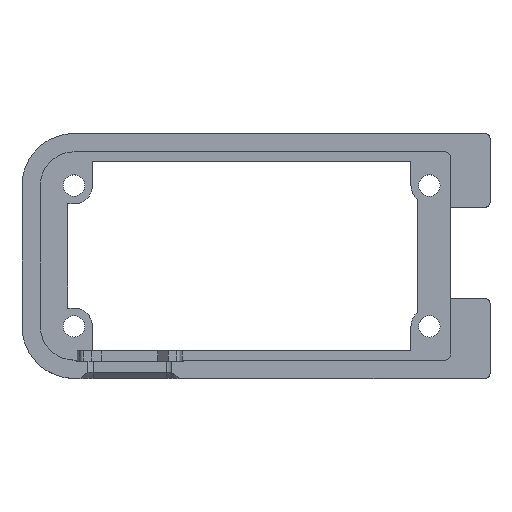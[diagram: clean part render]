
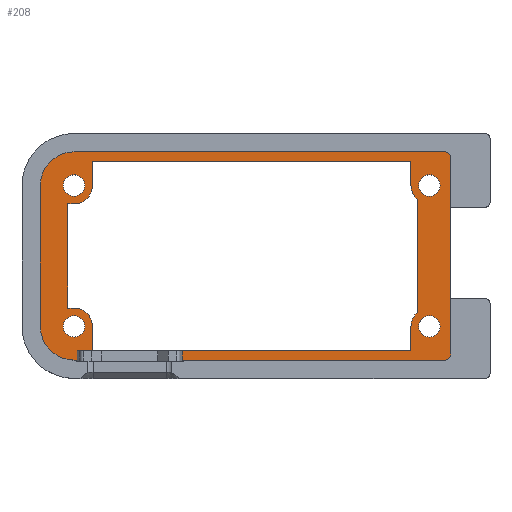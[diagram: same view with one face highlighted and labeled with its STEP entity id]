
A CAD part, top view. The second image highlights one B-rep face of the part: STEP entity #208.
In plain terms, the highlighted planar face has unit normal (0, 0, 1).
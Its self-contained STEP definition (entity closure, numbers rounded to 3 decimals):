
#79=PLANE('',#3059);
#148=FACE_BOUND('',#547,.T.);
#149=FACE_BOUND('',#548,.T.);
#150=FACE_BOUND('',#549,.T.);
#151=FACE_BOUND('',#550,.T.);
#152=FACE_BOUND('',#551,.T.);
#208=ADVANCED_FACE('',(#148,#149,#150,#151,#152),#79,.T.);
#547=EDGE_LOOP('',(#1561,#1562,#1563,#1564,#1565,#1566,#1567,#1568,#1569,
#1570,#1571,#1572,#1573,#1574,#1575,#1576,#1577,#1578,#1579,#1580,#1581,
#1582,#1583,#1584,#1585,#1586));
#548=EDGE_LOOP('',(#1587));
#549=EDGE_LOOP('',(#1588));
#550=EDGE_LOOP('',(#1589));
#551=EDGE_LOOP('',(#1590));
#719=LINE('',#4190,#1033);
#736=LINE('',#4230,#1050);
#748=LINE('',#4273,#1062);
#789=LINE('',#4385,#1103);
#796=LINE('',#4403,#1110);
#800=LINE('',#4411,#1114);
#813=LINE('',#4436,#1127);
#825=LINE('',#4473,#1139);
#828=LINE('',#4479,#1142);
#829=LINE('',#4480,#1143);
#830=LINE('',#4482,#1144);
#831=LINE('',#4484,#1145);
#832=LINE('',#4485,#1146);
#833=LINE('',#4486,#1147);
#834=LINE('',#4490,#1148);
#835=LINE('',#4491,#1149);
#836=LINE('',#4495,#1150);
#837=LINE('',#4496,#1151);
#1033=VECTOR('',#3319,1.);
#1050=VECTOR('',#3346,1.);
#1062=VECTOR('',#3376,1.);
#1103=VECTOR('',#3463,1.);
#1110=VECTOR('',#3482,1.);
#1114=VECTOR('',#3490,1.);
#1127=VECTOR('',#3511,1.);
#1139=VECTOR('',#3553,1.);
#1142=VECTOR('',#3558,1.);
#1143=VECTOR('',#3559,1.);
#1144=VECTOR('',#3560,1.);
#1145=VECTOR('',#3561,1.);
#1146=VECTOR('',#3562,1.);
#1147=VECTOR('',#3563,1.);
#1148=VECTOR('',#3566,1.);
#1149=VECTOR('',#3567,1.);
#1150=VECTOR('',#3570,1.);
#1151=VECTOR('',#3571,1.);
#1561=ORIENTED_EDGE('',*,*,#2433,.T.);
#1562=ORIENTED_EDGE('',*,*,#2640,.T.);
#1563=ORIENTED_EDGE('',*,*,#2444,.F.);
#1564=ORIENTED_EDGE('',*,*,#2641,.F.);
#1565=ORIENTED_EDGE('',*,*,#2642,.T.);
#1566=ORIENTED_EDGE('',*,*,#2643,.T.);
#1567=ORIENTED_EDGE('',*,*,#2535,.F.);
#1568=ORIENTED_EDGE('',*,*,#2631,.T.);
#1569=ORIENTED_EDGE('',*,*,#2618,.T.);
#1570=ORIENTED_EDGE('',*,*,#2629,.T.);
#1571=ORIENTED_EDGE('',*,*,#2605,.F.);
#1572=ORIENTED_EDGE('',*,*,#2589,.F.);
#1573=ORIENTED_EDGE('',*,*,#2592,.F.);
#1574=ORIENTED_EDGE('',*,*,#2597,.F.);
#1575=ORIENTED_EDGE('',*,*,#2601,.F.);
#1576=ORIENTED_EDGE('',*,*,#2644,.F.);
#1577=ORIENTED_EDGE('',*,*,#2515,.F.);
#1578=ORIENTED_EDGE('',*,*,#2645,.F.);
#1579=ORIENTED_EDGE('',*,*,#2646,.F.);
#1580=ORIENTED_EDGE('',*,*,#2647,.F.);
#1581=ORIENTED_EDGE('',*,*,#2495,.T.);
#1582=ORIENTED_EDGE('',*,*,#2648,.F.);
#1583=ORIENTED_EDGE('',*,*,#2649,.F.);
#1584=ORIENTED_EDGE('',*,*,#2650,.F.);
#1585=ORIENTED_EDGE('',*,*,#2637,.T.);
#1586=ORIENTED_EDGE('',*,*,#2651,.T.);
#1587=ORIENTED_EDGE('',*,*,#2652,.F.);
#1588=ORIENTED_EDGE('',*,*,#2653,.F.);
#1589=ORIENTED_EDGE('',*,*,#2654,.F.);
#1590=ORIENTED_EDGE('',*,*,#2655,.F.);
#2152=VERTEX_POINT('',#4059);
#2153=VERTEX_POINT('',#4061);
#2157=VERTEX_POINT('',#4071);
#2163=VERTEX_POINT('',#4082);
#2213=VERTEX_POINT('',#4189);
#2214=VERTEX_POINT('',#4191);
#2225=VERTEX_POINT('',#4218);
#2231=VERTEX_POINT('',#4229);
#2250=VERTEX_POINT('',#4274);
#2251=VERTEX_POINT('',#4275);
#2295=VERTEX_POINT('',#4376);
#2296=VERTEX_POINT('',#4378);
#2297=VERTEX_POINT('',#4384);
#2300=VERTEX_POINT('',#4394);
#2302=VERTEX_POINT('',#4402);
#2304=VERTEX_POINT('',#4410);
#2312=VERTEX_POINT('',#4435);
#2313=VERTEX_POINT('',#4437);
#2323=VERTEX_POINT('',#4474);
#2324=VERTEX_POINT('',#4475);
#2325=VERTEX_POINT('',#4481);
#2326=VERTEX_POINT('',#4483);
#2327=VERTEX_POINT('',#4487);
#2328=VERTEX_POINT('',#4489);
#2329=VERTEX_POINT('',#4492);
#2330=VERTEX_POINT('',#4494);
#2331=VERTEX_POINT('',#4498);
#2332=VERTEX_POINT('',#4500);
#2333=VERTEX_POINT('',#4502);
#2334=VERTEX_POINT('',#4504);
#2433=EDGE_CURVE('',#2153,#2152,#2857,.T.);
#2444=EDGE_CURVE('',#2163,#2157,#2861,.T.);
#2495=EDGE_CURVE('',#2214,#2213,#719,.T.);
#2515=EDGE_CURVE('',#2231,#2225,#736,.T.);
#2535=EDGE_CURVE('',#2250,#2251,#748,.T.);
#2589=EDGE_CURVE('',#2296,#2295,#2898,.T.);
#2592=EDGE_CURVE('',#2297,#2296,#789,.T.);
#2597=EDGE_CURVE('',#2300,#2297,#2899,.T.);
#2601=EDGE_CURVE('',#2302,#2300,#796,.T.);
#2605=EDGE_CURVE('',#2295,#2304,#800,.T.);
#2618=EDGE_CURVE('',#2313,#2312,#813,.T.);
#2629=EDGE_CURVE('',#2312,#2304,#2903,.T.);
#2631=EDGE_CURVE('',#2250,#2313,#2905,.T.);
#2637=EDGE_CURVE('',#2323,#2324,#825,.T.);
#2640=EDGE_CURVE('',#2152,#2157,#828,.T.);
#2641=EDGE_CURVE('',#2325,#2163,#829,.T.);
#2642=EDGE_CURVE('',#2325,#2326,#830,.T.);
#2643=EDGE_CURVE('',#2326,#2251,#831,.T.);
#2644=EDGE_CURVE('',#2225,#2302,#832,.T.);
#2645=EDGE_CURVE('',#2327,#2231,#833,.T.);
#2646=EDGE_CURVE('',#2328,#2327,#2908,.T.);
#2647=EDGE_CURVE('',#2214,#2328,#834,.T.);
#2648=EDGE_CURVE('',#2329,#2213,#835,.T.);
#2649=EDGE_CURVE('',#2330,#2329,#2909,.T.);
#2650=EDGE_CURVE('',#2323,#2330,#836,.T.);
#2651=EDGE_CURVE('',#2324,#2153,#837,.T.);
#2652=EDGE_CURVE('',#2331,#2331,#2910,.T.);
#2653=EDGE_CURVE('',#2332,#2332,#2911,.T.);
#2654=EDGE_CURVE('',#2333,#2333,#2912,.T.);
#2655=EDGE_CURVE('',#2334,#2334,#2913,.T.);
#2857=CIRCLE('',#2965,3.);
#2861=CIRCLE('',#2970,3.);
#2898=CIRCLE('',#3022,5.5);
#2899=CIRCLE('',#3027,5.5);
#2903=CIRCLE('',#3042,1.);
#2905=CIRCLE('',#3046,1.);
#2908=CIRCLE('',#3053,3.);
#2909=CIRCLE('',#3054,3.);
#2910=CIRCLE('',#3055,1.75);
#2911=CIRCLE('',#3056,1.75);
#2912=CIRCLE('',#3057,1.75);
#2913=CIRCLE('',#3058,1.75);
#2965=AXIS2_PLACEMENT_3D('',#4060,#3227,#3228);
#2970=AXIS2_PLACEMENT_3D('',#4083,#3244,#3245);
#3022=AXIS2_PLACEMENT_3D('',#4379,#3455,#3456);
#3027=AXIS2_PLACEMENT_3D('',#4395,#3472,#3473);
#3042=AXIS2_PLACEMENT_3D('',#4457,#3530,#3531);
#3046=AXIS2_PLACEMENT_3D('',#4461,#3538,#3539);
#3053=AXIS2_PLACEMENT_3D('',#4488,#3564,#3565);
#3054=AXIS2_PLACEMENT_3D('',#4493,#3568,#3569);
#3055=AXIS2_PLACEMENT_3D('',#4497,#3572,#3573);
#3056=AXIS2_PLACEMENT_3D('',#4499,#3574,#3575);
#3057=AXIS2_PLACEMENT_3D('',#4501,#3576,#3577);
#3058=AXIS2_PLACEMENT_3D('',#4503,#3578,#3579);
#3059=AXIS2_PLACEMENT_3D('',#4505,#3580,#3581);
#3227=DIRECTION('',(0.,0.,1.));
#3228=DIRECTION('',(1.,0.,0.));
#3244=DIRECTION('',(0.,0.,-1.));
#3245=DIRECTION('',(1.,0.,0.));
#3319=DIRECTION('',(0.,1.,0.));
#3346=DIRECTION('',(-1.,0.,0.));
#3376=DIRECTION('',(-1.,0.,0.));
#3455=DIRECTION('',(0.,0.,-1.));
#3456=DIRECTION('',(1.,0.,0.));
#3463=DIRECTION('',(0.,1.,0.));
#3472=DIRECTION('',(0.,0.,-1.));
#3473=DIRECTION('',(1.,0.,0.));
#3482=DIRECTION('',(-1.,0.,0.));
#3490=DIRECTION('',(1.,0.,0.));
#3511=DIRECTION('',(0.,1.,0.));
#3530=DIRECTION('',(0.,0.,1.));
#3531=DIRECTION('',(1.,0.,0.));
#3538=DIRECTION('',(0.,0.,1.));
#3539=DIRECTION('',(1.,0.,0.));
#3553=DIRECTION('',(1.,0.,0.));
#3558=DIRECTION('',(0.,-1.,0.));
#3559=DIRECTION('',(0.,1.,0.));
#3560=DIRECTION('',(-1.,0.,0.));
#3561=DIRECTION('',(0.,-1.,0.));
#3562=DIRECTION('',(0.,-1.,0.));
#3563=DIRECTION('',(0.,-1.,0.));
#3564=DIRECTION('',(0.,0.,-1.));
#3565=DIRECTION('',(1.,0.,0.));
#3566=DIRECTION('',(1.,0.,0.));
#3567=DIRECTION('',(-1.,0.,0.));
#3568=DIRECTION('',(0.,0.,-1.));
#3569=DIRECTION('',(1.,0.,0.));
#3570=DIRECTION('',(0.,-1.,0.));
#3571=DIRECTION('',(0.,-1.,0.));
#3572=DIRECTION('',(0.,0.,1.));
#3573=DIRECTION('',(1.,0.,0.));
#3574=DIRECTION('',(0.,0.,1.));
#3575=DIRECTION('',(1.,0.,0.));
#3576=DIRECTION('',(0.,0.,1.));
#3577=DIRECTION('',(1.,0.,0.));
#3578=DIRECTION('',(0.,0.,1.));
#3579=DIRECTION('',(1.,0.,0.));
#3580=DIRECTION('',(0.,0.,1.));
#3581=DIRECTION('',(0.,1.,0.));
#4059=CARTESIAN_POINT('',(27.,9.264,10.5));
#4060=CARTESIAN_POINT('',(29.,11.5,10.5));
#4061=CARTESIAN_POINT('',(26.,11.5,10.5));
#4071=CARTESIAN_POINT('',(27.,-9.264,10.5));
#4082=CARTESIAN_POINT('',(26.,-11.5,10.5));
#4083=CARTESIAN_POINT('',(29.,-11.5,10.5));
#4189=CARTESIAN_POINT('',(-30.,8.5,10.5));
#4190=CARTESIAN_POINT('',(-30.,11.5,10.5));
#4191=CARTESIAN_POINT('',(-30.,-8.5,10.5));
#4218=CARTESIAN_POINT('',(-28.451,-15.475,10.5));
#4229=CARTESIAN_POINT('',(-26.,-15.475,10.5));
#4230=CARTESIAN_POINT('',(-28.775,-15.475,10.5));
#4273=CARTESIAN_POINT('',(-29.,-17.,10.5));
#4274=CARTESIAN_POINT('',(31.5,-17.,10.5));
#4275=CARTESIAN_POINT('',(-11.349,-17.,10.5));
#4376=CARTESIAN_POINT('',(-29.,17.,10.5));
#4378=CARTESIAN_POINT('',(-34.5,11.5,10.5));
#4379=CARTESIAN_POINT('',(-29.,11.5,10.5));
#4384=CARTESIAN_POINT('',(-34.5,-11.5,10.5));
#4385=CARTESIAN_POINT('',(-34.5,11.5,10.5));
#4394=CARTESIAN_POINT('',(-29.,-17.,10.5));
#4395=CARTESIAN_POINT('',(-29.,-11.5,10.5));
#4402=CARTESIAN_POINT('',(-28.451,-17.,10.5));
#4403=CARTESIAN_POINT('',(-29.,-17.,10.5));
#4410=CARTESIAN_POINT('',(31.5,17.,10.5));
#4411=CARTESIAN_POINT('',(33.,17.,10.5));
#4435=CARTESIAN_POINT('',(32.5,16.,10.5));
#4436=CARTESIAN_POINT('',(32.5,-17.5,10.5));
#4437=CARTESIAN_POINT('',(32.5,-16.,10.5));
#4457=CARTESIAN_POINT('',(31.5,16.,10.5));
#4461=CARTESIAN_POINT('',(31.5,-16.,10.5));
#4473=CARTESIAN_POINT('',(-29.,15.5,10.5));
#4474=CARTESIAN_POINT('',(-26.,15.5,10.5));
#4475=CARTESIAN_POINT('',(26.,15.5,10.5));
#4479=CARTESIAN_POINT('',(27.,8.672,10.5));
#4480=CARTESIAN_POINT('',(26.,-15.,10.5));
#4481=CARTESIAN_POINT('',(26.,-15.5,10.5));
#4482=CARTESIAN_POINT('',(29.,-15.5,10.5));
#4483=CARTESIAN_POINT('',(-11.349,-15.5,10.5));
#4484=CARTESIAN_POINT('',(-11.349,11.275,10.5));
#4485=CARTESIAN_POINT('',(-28.451,11.275,10.5));
#4486=CARTESIAN_POINT('',(-26.,-11.5,10.5));
#4487=CARTESIAN_POINT('',(-26.,-11.5,10.5));
#4488=CARTESIAN_POINT('',(-29.,-11.5,10.5));
#4489=CARTESIAN_POINT('',(-29.,-8.5,10.5));
#4490=CARTESIAN_POINT('',(-32.5,-8.5,10.5));
#4491=CARTESIAN_POINT('',(-29.,8.5,10.5));
#4492=CARTESIAN_POINT('',(-29.,8.5,10.5));
#4493=CARTESIAN_POINT('',(-29.,11.5,10.5));
#4494=CARTESIAN_POINT('',(-26.,11.5,10.5));
#4495=CARTESIAN_POINT('',(-26.,15.,10.5));
#4496=CARTESIAN_POINT('',(26.,15.,10.5));
#4497=CARTESIAN_POINT('',(-29.,-11.5,10.5));
#4498=CARTESIAN_POINT('',(-27.25,-11.5,10.5));
#4499=CARTESIAN_POINT('',(29.,-11.5,10.5));
#4500=CARTESIAN_POINT('',(30.75,-11.5,10.5));
#4501=CARTESIAN_POINT('',(29.,11.5,10.5));
#4502=CARTESIAN_POINT('',(30.75,11.5,10.5));
#4503=CARTESIAN_POINT('',(-29.,11.5,10.5));
#4504=CARTESIAN_POINT('',(-27.25,11.5,10.5));
#4505=CARTESIAN_POINT('',(-28.775,11.275,10.5));
